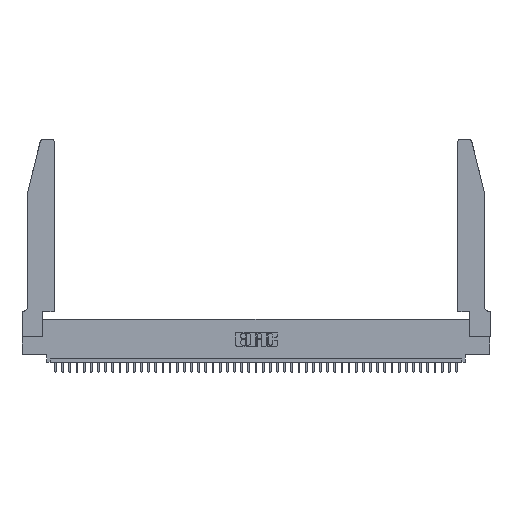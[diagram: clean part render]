
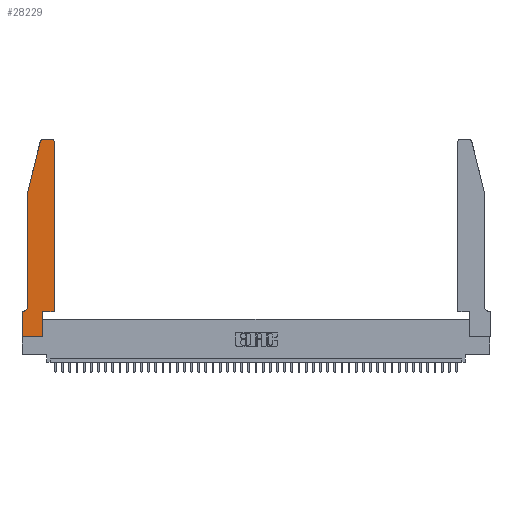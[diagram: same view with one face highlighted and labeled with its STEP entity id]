
A CAD part, top view. The second image highlights one B-rep face of the part: STEP entity #28229.
In plain terms, the highlighted planar face has unit normal (0, 0, 1).
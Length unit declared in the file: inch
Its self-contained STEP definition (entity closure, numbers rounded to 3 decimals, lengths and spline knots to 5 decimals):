
#101 = CIRCLE ( 'NONE', #35956, 0.03 ) ;
#677 = ORIENTED_EDGE ( 'NONE', *, *, #23070, .T. ) ;
#777 = ORIENTED_EDGE ( 'NONE', *, *, #14074, .T. ) ;
#841 = DIRECTION ( 'NONE',  ( 0., -1., 0. ) ) ;
#1770 = DIRECTION ( 'NONE',  ( 1., 0., 0. ) ) ;
#2183 = EDGE_CURVE ( 'NONE', #20792, #38400, #21074, .T. ) ;
#3055 = ORIENTED_EDGE ( 'NONE', *, *, #42458, .T. ) ;
#3101 = VECTOR ( 'NONE', #29497, 39.37008 ) ;
#4103 = ORIENTED_EDGE ( 'NONE', *, *, #31951, .T. ) ;
#4898 = DIRECTION ( 'NONE',  ( 1., 0., 0. ) ) ;
#5346 = AXIS2_PLACEMENT_3D ( 'NONE', #37920, #29398, #1770 ) ;
#5360 = DIRECTION ( 'NONE',  ( 0., 0., -1. ) ) ;
#5990 = ORIENTED_EDGE ( 'NONE', *, *, #9393, .T. ) ;
#6766 = LINE ( 'NONE', #33033, #24438 ) ;
#6962 = CARTESIAN_POINT ( 'NONE',  ( 0.0755, 0.35, 0.37 ) ) ;
#8396 = CIRCLE ( 'NONE', #15096, 0.03 ) ;
#8514 = VERTEX_POINT ( 'NONE', #20724 ) ;
#9249 = EDGE_CURVE ( 'NONE', #17237, #8514, #28861, .T. ) ;
#9393 = EDGE_CURVE ( 'NONE', #38400, #42738, #6766, .T. ) ;
#9622 = PLANE ( 'NONE',  #5346 ) ;
#10543 = CARTESIAN_POINT ( 'NONE',  ( 0.0055, 0.35, 0.37 ) ) ;
#11083 = CARTESIAN_POINT ( 'NONE',  ( 0.4205, 2.75, 0.37 ) ) ;
#11423 = VERTEX_POINT ( 'NONE', #18498 ) ;
#13396 = VECTOR ( 'NONE', #31531, 39.37008 ) ;
#13690 = ORIENTED_EDGE ( 'NONE', *, *, #40234, .T. ) ;
#14063 = CARTESIAN_POINT ( 'NONE',  ( 0.4205, 2.72, 0.37 ) ) ;
#14074 = EDGE_CURVE ( 'NONE', #29149, #37756, #17876, .T. ) ;
#14665 = CARTESIAN_POINT ( 'NONE',  ( 0., 0.35, 0.37 ) ) ;
#15093 = CARTESIAN_POINT ( 'NONE',  ( 0.2865, 0., 0.37 ) ) ;
#15096 = AXIS2_PLACEMENT_3D ( 'NONE', #18526, #29134, #26213 ) ;
#15194 = VERTEX_POINT ( 'NONE', #15093 ) ;
#15691 = FACE_OUTER_BOUND ( 'NONE', #27050, .T. ) ;
#15758 = VECTOR ( 'NONE', #35726, 39.37008 ) ;
#17237 = VERTEX_POINT ( 'NONE', #19899 ) ;
#17585 = CARTESIAN_POINT ( 'NONE',  ( 0.25487, 2.72718, 0.37 ) ) ;
#17659 = DIRECTION ( 'NONE',  ( -1., 0., 0. ) ) ;
#17788 = LINE ( 'NONE', #33200, #3101 ) ;
#17867 = VECTOR ( 'NONE', #23577, 39.37008 ) ;
#17876 = LINE ( 'NONE', #34327, #13396 ) ;
#18199 = ORIENTED_EDGE ( 'NONE', *, *, #9249, .T. ) ;
#18498 = CARTESIAN_POINT ( 'NONE',  ( 0.4505, 0.35, 0.37 ) ) ;
#18526 = CARTESIAN_POINT ( 'NONE',  ( 0.284, 2.72, 0.37 ) ) ;
#19797 = CIRCLE ( 'NONE', #33791, 0.07 ) ;
#19899 = CARTESIAN_POINT ( 'NONE',  ( 0.0755, 2., 0.37 ) ) ;
#20270 = VERTEX_POINT ( 'NONE', #28278 ) ;
#20529 = VECTOR ( 'NONE', #4898, 39.37008 ) ;
#20724 = CARTESIAN_POINT ( 'NONE',  ( 0.0755, 0.42, 0.37 ) ) ;
#20792 = VERTEX_POINT ( 'NONE', #10543 ) ;
#21074 = LINE ( 'NONE', #6962, #37653 ) ;
#22113 = EDGE_CURVE ( 'NONE', #15194, #20270, #34453, .T. ) ;
#22362 = ORIENTED_EDGE ( 'NONE', *, *, #39612, .T. ) ;
#23070 = EDGE_CURVE ( 'NONE', #30100, #17237, #35497, .T. ) ;
#23577 = DIRECTION ( 'NONE',  ( -0.239, -0.971, 0. ) ) ;
#23787 = CARTESIAN_POINT ( 'NONE',  ( 0.284, 2.75, 0.37 ) ) ;
#24382 = ORIENTED_EDGE ( 'NONE', *, *, #22113, .T. ) ;
#24438 = VECTOR ( 'NONE', #29325, 39.37008 ) ;
#25979 = ORIENTED_EDGE ( 'NONE', *, *, #36077, .T. ) ;
#26213 = DIRECTION ( 'NONE',  ( 1., 0., 0. ) ) ;
#27050 = EDGE_LOOP ( 'NONE', ( #777, #13690, #677, #18199, #4103, #39817, #5990, #43329, #24382, #3055, #22362, #25979 ) ) ;
#27408 = LINE ( 'NONE', #29057, #45271 ) ;
#28229 = ADVANCED_FACE ( 'NONE', ( #15691 ), #9622, .T. ) ;
#28278 = CARTESIAN_POINT ( 'NONE',  ( 0.2865, 0.35, 0.37 ) ) ;
#28861 = LINE ( 'NONE', #28876, #45552 ) ;
#28876 = CARTESIAN_POINT ( 'NONE',  ( 0.0755, 2., 0.37 ) ) ;
#29057 = CARTESIAN_POINT ( 'NONE',  ( 0.4505, 0.35, 0.37 ) ) ;
#29134 = DIRECTION ( 'NONE',  ( 0., 0., 1. ) ) ;
#29149 = VERTEX_POINT ( 'NONE', #11083 ) ;
#29179 = EDGE_CURVE ( 'NONE', #42738, #15194, #38245, .T. ) ;
#29325 = DIRECTION ( 'NONE',  ( 0., -1., 0. ) ) ;
#29398 = DIRECTION ( 'NONE',  ( 0., 0., 1. ) ) ;
#29497 = DIRECTION ( 'NONE',  ( 0., 1., 0. ) ) ;
#29978 = CARTESIAN_POINT ( 'NONE',  ( 0., 0., 0.37 ) ) ;
#30035 = DIRECTION ( 'NONE',  ( -1., 0., 0. ) ) ;
#30100 = VERTEX_POINT ( 'NONE', #17585 ) ;
#30948 = CARTESIAN_POINT ( 'NONE',  ( 0.0755, 2., 0.37 ) ) ;
#31531 = DIRECTION ( 'NONE',  ( -1., 0., 0. ) ) ;
#31951 = EDGE_CURVE ( 'NONE', #8514, #20792, #19797, .T. ) ;
#32138 = DIRECTION ( 'NONE',  ( 1., 0., 0. ) ) ;
#33033 = CARTESIAN_POINT ( 'NONE',  ( 0., 0., 0.37 ) ) ;
#33200 = CARTESIAN_POINT ( 'NONE',  ( 0.4505, 0.35, 0.37 ) ) ;
#33791 = AXIS2_PLACEMENT_3D ( 'NONE', #40471, #5360, #30035 ) ;
#34327 = CARTESIAN_POINT ( 'NONE',  ( 0.2605, 2.75, 0.37 ) ) ;
#34453 = LINE ( 'NONE', #38739, #15758 ) ;
#35497 = LINE ( 'NONE', #30948, #17867 ) ;
#35726 = DIRECTION ( 'NONE',  ( 0., 1., 0. ) ) ;
#35956 = AXIS2_PLACEMENT_3D ( 'NONE', #14063, #38818, #42357 ) ;
#36077 = EDGE_CURVE ( 'NONE', #36877, #29149, #101, .T. ) ;
#36877 = VERTEX_POINT ( 'NONE', #40407 ) ;
#37653 = VECTOR ( 'NONE', #17659, 39.37008 ) ;
#37756 = VERTEX_POINT ( 'NONE', #23787 ) ;
#37920 = CARTESIAN_POINT ( 'NONE',  ( 0., 0.35, 0.37 ) ) ;
#38245 = LINE ( 'NONE', #39697, #20529 ) ;
#38400 = VERTEX_POINT ( 'NONE', #14665 ) ;
#38739 = CARTESIAN_POINT ( 'NONE',  ( 0.2865, 0.35, 0.37 ) ) ;
#38818 = DIRECTION ( 'NONE',  ( 0., 0., 1. ) ) ;
#39612 = EDGE_CURVE ( 'NONE', #11423, #36877, #17788, .T. ) ;
#39697 = CARTESIAN_POINT ( 'NONE',  ( 0., 0., 0.37 ) ) ;
#39817 = ORIENTED_EDGE ( 'NONE', *, *, #2183, .T. ) ;
#40234 = EDGE_CURVE ( 'NONE', #37756, #30100, #8396, .T. ) ;
#40407 = CARTESIAN_POINT ( 'NONE',  ( 0.4505, 2.72, 0.37 ) ) ;
#40471 = CARTESIAN_POINT ( 'NONE',  ( 0.0055, 0.42, 0.37 ) ) ;
#42357 = DIRECTION ( 'NONE',  ( 1., 0., 0. ) ) ;
#42458 = EDGE_CURVE ( 'NONE', #20270, #11423, #27408, .T. ) ;
#42738 = VERTEX_POINT ( 'NONE', #29978 ) ;
#43329 = ORIENTED_EDGE ( 'NONE', *, *, #29179, .T. ) ;
#45271 = VECTOR ( 'NONE', #32138, 39.37008 ) ;
#45552 = VECTOR ( 'NONE', #841, 39.37008 ) ;
